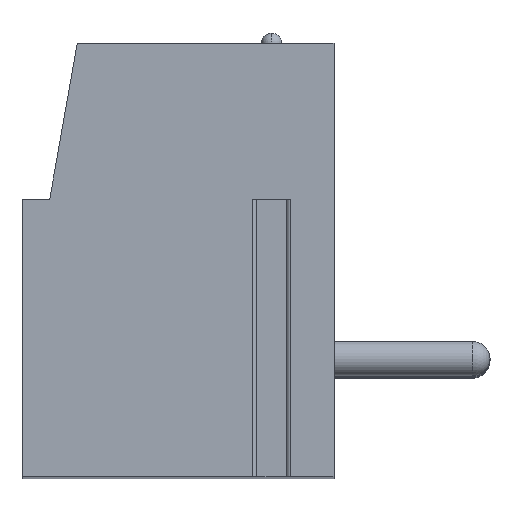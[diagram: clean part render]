
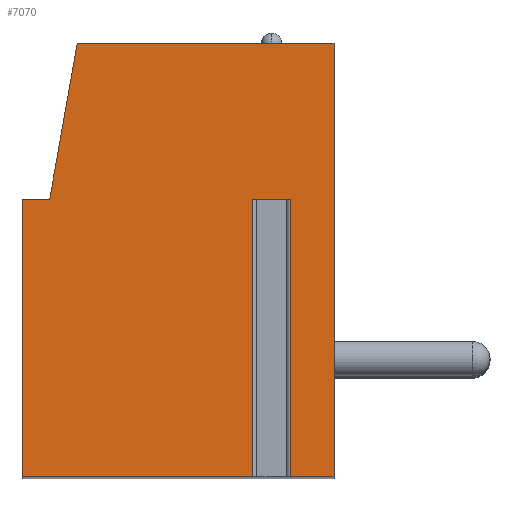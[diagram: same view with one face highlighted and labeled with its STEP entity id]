
A CAD part, top view. The second image highlights one B-rep face of the part: STEP entity #7070.
In plain terms, the highlighted planar face has unit normal (0, 0, 1).
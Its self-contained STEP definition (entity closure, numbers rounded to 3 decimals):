
#13=DIRECTION('',(-1.,0.,0.));
#14=VECTOR('',#13,1.112);
#15=CARTESIAN_POINT('',(3.256,1.75,38.1));
#16=LINE('',#15,#14);
#17=DIRECTION('',(0.,-1.,0.));
#18=VECTOR('',#17,8.);
#19=CARTESIAN_POINT('',(2.144,1.75,38.1));
#20=LINE('',#19,#18);
#21=DIRECTION('',(1.,0.,0.));
#22=VECTOR('',#21,6.644);
#23=CARTESIAN_POINT('',(-4.5,-6.25,38.1));
#24=LINE('',#23,#22);
#25=DIRECTION('',(0.,-1.,0.));
#26=VECTOR('',#25,8.);
#27=CARTESIAN_POINT('',(-4.5,1.75,38.1));
#28=LINE('',#27,#26);
#29=DIRECTION('',(-1.,0.,0.));
#30=VECTOR('',#29,0.8);
#31=CARTESIAN_POINT('',(-3.7,1.75,38.1));
#32=LINE('',#31,#30);
#33=DIRECTION('',(-0.174,-0.985,0.));
#34=VECTOR('',#33,4.569);
#35=CARTESIAN_POINT('',(-2.907,6.25,38.1));
#36=LINE('',#35,#34);
#37=DIRECTION('',(-1.,0.,0.));
#38=VECTOR('',#37,7.407);
#39=CARTESIAN_POINT('',(4.5,6.25,38.1));
#40=LINE('',#39,#38);
#41=DIRECTION('',(0.,1.,0.));
#42=VECTOR('',#41,12.5);
#43=CARTESIAN_POINT('',(4.5,-6.25,38.1));
#44=LINE('',#43,#42);
#45=DIRECTION('',(1.,0.,0.));
#46=VECTOR('',#45,1.244);
#47=CARTESIAN_POINT('',(3.256,-6.25,38.1));
#48=LINE('',#47,#46);
#49=DIRECTION('',(0.,-1.,0.));
#50=VECTOR('',#49,8.);
#51=CARTESIAN_POINT('',(3.256,1.75,38.1));
#52=LINE('',#51,#50);
#5557=CARTESIAN_POINT('',(-3.7,1.75,38.1));
#5558=CARTESIAN_POINT('',(-4.5,1.75,38.1));
#5559=VERTEX_POINT('',#5557);
#5560=VERTEX_POINT('',#5558);
#5561=CARTESIAN_POINT('',(-4.5,-6.25,38.1));
#5562=VERTEX_POINT('',#5561);
#5563=CARTESIAN_POINT('',(4.5,-6.25,38.1));
#5564=CARTESIAN_POINT('',(4.5,6.25,38.1));
#5565=VERTEX_POINT('',#5563);
#5566=VERTEX_POINT('',#5564);
#5567=CARTESIAN_POINT('',(-2.907,6.25,38.1));
#5568=VERTEX_POINT('',#5567);
#5617=CARTESIAN_POINT('',(3.256,1.75,38.1));
#5618=CARTESIAN_POINT('',(2.144,1.75,38.1));
#5619=VERTEX_POINT('',#5617);
#5620=VERTEX_POINT('',#5618);
#5621=CARTESIAN_POINT('',(2.144,-6.25,38.1));
#5622=VERTEX_POINT('',#5621);
#5623=CARTESIAN_POINT('',(3.256,-6.25,38.1));
#5624=VERTEX_POINT('',#5623);
#7043=CARTESIAN_POINT('',(0.,0.,38.1));
#7044=DIRECTION('',(0.,0.,1.));
#7045=DIRECTION('',(1.,0.,0.));
#7046=AXIS2_PLACEMENT_3D('',#7043,#7044,#7045);
#7047=PLANE('',#7046);
#7049=ORIENTED_EDGE('',*,*,#7048,.T.);
#7051=ORIENTED_EDGE('',*,*,#7050,.T.);
#7053=ORIENTED_EDGE('',*,*,#7052,.F.);
#7055=ORIENTED_EDGE('',*,*,#7054,.F.);
#7057=ORIENTED_EDGE('',*,*,#7056,.F.);
#7059=ORIENTED_EDGE('',*,*,#7058,.F.);
#7061=ORIENTED_EDGE('',*,*,#7060,.F.);
#7063=ORIENTED_EDGE('',*,*,#7062,.F.);
#7065=ORIENTED_EDGE('',*,*,#7064,.F.);
#7067=ORIENTED_EDGE('',*,*,#7066,.F.);
#7068=EDGE_LOOP('',(#7049,#7051,#7053,#7055,#7057,#7059,#7061,#7063,#7065,
#7067));
#7069=FACE_OUTER_BOUND('',#7068,.F.);
#7048=EDGE_CURVE('',#5619,#5620,#16,.T.);
#7050=EDGE_CURVE('',#5620,#5622,#20,.T.);
#7052=EDGE_CURVE('',#5562,#5622,#24,.T.);
#7054=EDGE_CURVE('',#5560,#5562,#28,.T.);
#7056=EDGE_CURVE('',#5559,#5560,#32,.T.);
#7058=EDGE_CURVE('',#5568,#5559,#36,.T.);
#7060=EDGE_CURVE('',#5566,#5568,#40,.T.);
#7062=EDGE_CURVE('',#5565,#5566,#44,.T.);
#7064=EDGE_CURVE('',#5624,#5565,#48,.T.);
#7066=EDGE_CURVE('',#5619,#5624,#52,.T.);
#7070=ADVANCED_FACE('',(#7069),#7047,.T.);
